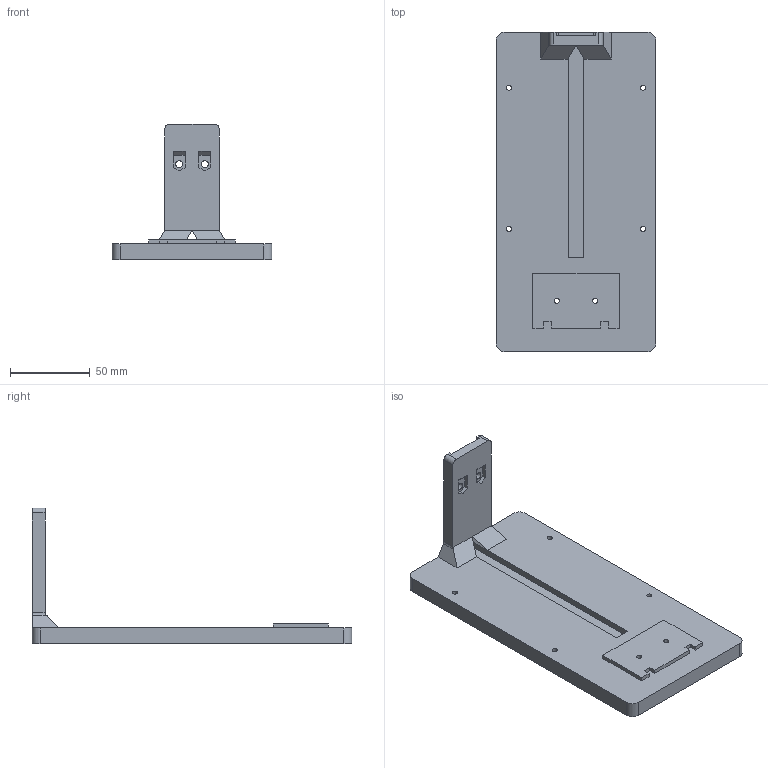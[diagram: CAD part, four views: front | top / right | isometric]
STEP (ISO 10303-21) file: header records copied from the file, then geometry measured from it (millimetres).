
FILE_DESCRIPTION(('FreeCAD Model'),'2;1');
FILE_NAME('Open CASCADE Shape Model','2024-07-09T17:46:35',(''),(''), 'Open CASCADE STEP processor 7.6','FreeCAD','Unknown');
FILE_SCHEMA(('AUTOMOTIVE_DESIGN { 1 0 10303 214 1 1 1 1 }'));
Length unit declared in the file: millimetre
Products named in the file (1): PostBasePlateMountHole
Bounding box: 100 x 200 x 85 mm (x, y, z)
Volume: 217265.5 mm3; surface area: 54847.5 mm2
Topology: 1 solids, 1 shells, 84 faces, 227 edges, 146 vertices
Faces by surface type: plane 54, cylinder 24, cone 6
Full cylindrical faces by diameter (mm): 3.2 x6, 4.4 x2, 6.5 x6
Entity records: 2671 total; most frequent: CARTESIAN_POINT 458, ORIENTED_EDGE 454, DIRECTION 447, EDGE_CURVE 227, LINE 177, VECTOR 177, VERTEX_POINT 146, AXIS2_PLACEMENT_3D 135
